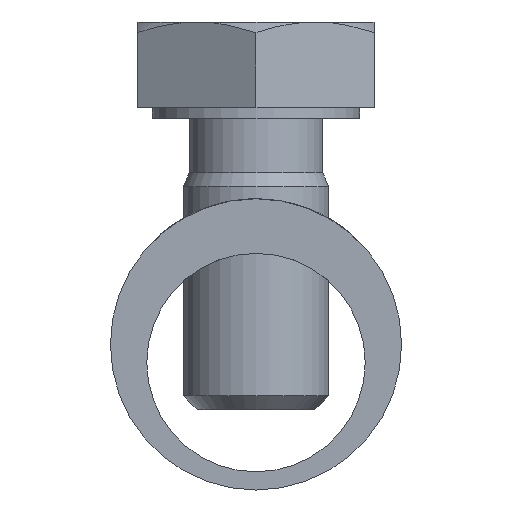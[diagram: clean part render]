
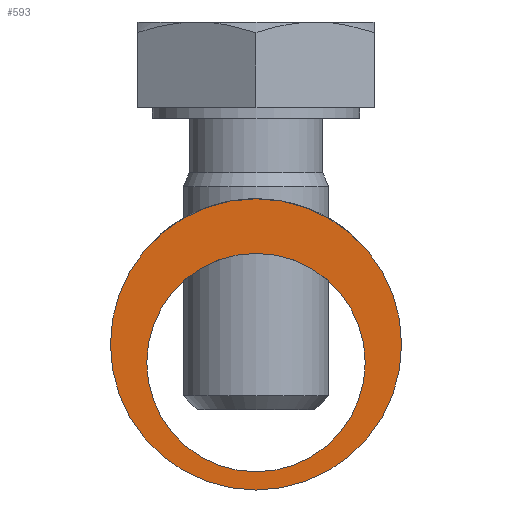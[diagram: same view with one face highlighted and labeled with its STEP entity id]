
A CAD part, left-side view. The second image highlights one B-rep face of the part: STEP entity #593.
In plain terms, the highlighted planar face has unit normal (-1, 0, 0).
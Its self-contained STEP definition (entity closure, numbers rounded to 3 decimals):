
#57=PLANE('',#693);
#79=FACE_BOUND('',#169,.T.);
#84=CIRCLE('',#684,8.);
#86=CIRCLE('',#692,6.);
#123=FACE_OUTER_BOUND('',#168,.T.);
#168=EDGE_LOOP('',(#470));
#169=EDGE_LOOP('',(#471));
#276=VERTEX_POINT('',#1017);
#296=VERTEX_POINT('',#1931);
#328=EDGE_CURVE('',#276,#276,#84,.T.);
#358=EDGE_CURVE('',#296,#296,#86,.T.);
#470=ORIENTED_EDGE('',*,*,#328,.F.);
#471=ORIENTED_EDGE('',*,*,#358,.T.);
#593=ADVANCED_FACE('',(#123,#79),#57,.T.);
#684=AXIS2_PLACEMENT_3D('',#1019,#746,#747);
#692=AXIS2_PLACEMENT_3D('',#1933,#772,#773);
#693=AXIS2_PLACEMENT_3D('',#1934,#774,#775);
#746=DIRECTION('center_axis',(1.,0.,0.));
#747=DIRECTION('ref_axis',(0.,0.,-1.));
#772=DIRECTION('center_axis',(1.,0.,0.));
#773=DIRECTION('ref_axis',(0.,0.,-1.));
#774=DIRECTION('center_axis',(-1.,0.,0.));
#775=DIRECTION('ref_axis',(0.,0.,1.));
#1017=CARTESIAN_POINT('',(0.,-8.,0.));
#1019=CARTESIAN_POINT('Origin',(0.,0.,0.));
#1931=CARTESIAN_POINT('',(0.,-1.,6.));
#1933=CARTESIAN_POINT('Origin',(0.,-1.,0.));
#1934=CARTESIAN_POINT('Origin',(0.,8.,0.));
